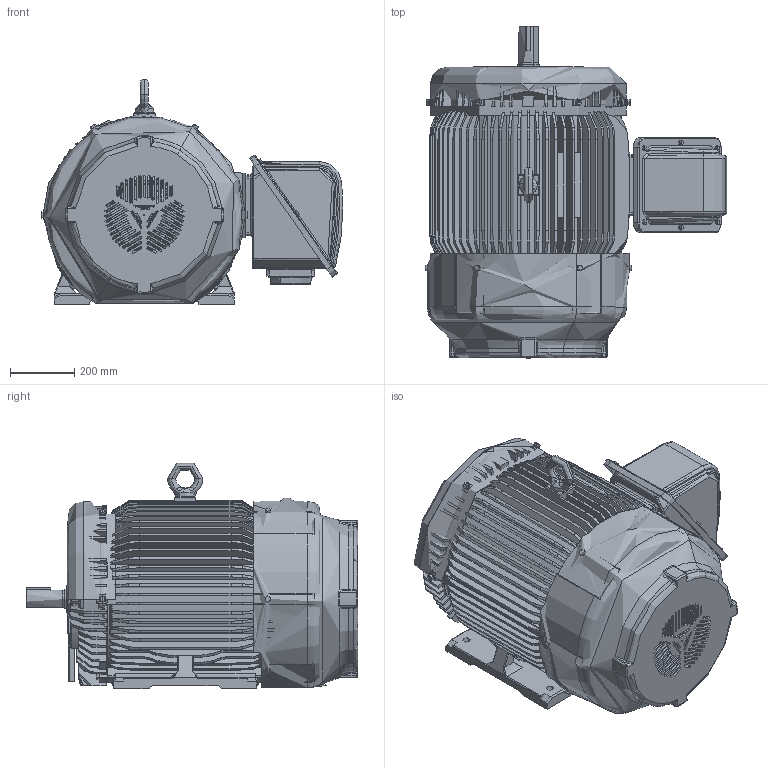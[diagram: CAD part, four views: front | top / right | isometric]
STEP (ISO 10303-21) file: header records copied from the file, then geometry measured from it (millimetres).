
FILE_DESCRIPTION(('CATIA V5 STEP Exchange'),'2;1');
FILE_NAME('31043A088-AEHH8B #444TS.stp','2016-03-07T01:39:55+00:00',('none'),('none'),'CATIA Version 5 Release 19 SP 9 (IN-10)','CATIA V5 STEP AP203','none');
FILE_SCHEMA(('CONFIG_CONTROL_DESIGN'));
Length unit declared in the file: millimetre
Products named in the file (1): 31043A088-AEHH8B #444TS
Bounding box: 939.47 x 1032.8 x 702.03 mm (x, y, z)
Volume: 58418362.3 mm3; surface area: 10568141 mm2
Topology: 5 solids, 65 shells, 7208 faces, 19397 edges, 12285 vertices
Faces by surface type: plane 2390, cylinder 1783, torus 1159, cone 1060, bspline 680, sphere 116, revolution 20
Entity records: 281842 total; most frequent: CARTESIAN_POINT 125902, ORIENTED_EDGE 38390, DIRECTION 21587, EDGE_CURVE 19195, VERTEX_POINT 12285, AXIS2_PLACEMENT_3D 10613, EDGE_LOOP 7798, ADVANCED_FACE 7208
